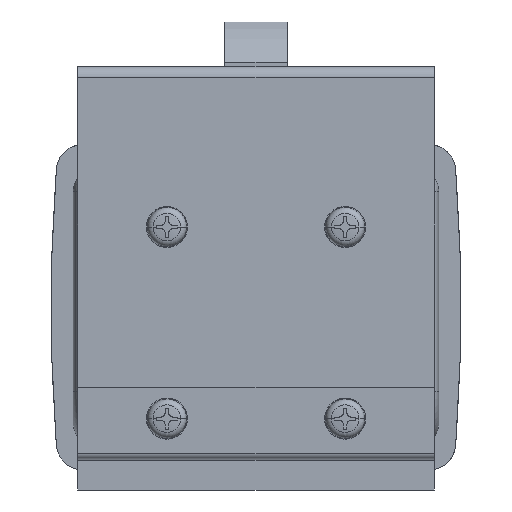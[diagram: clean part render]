
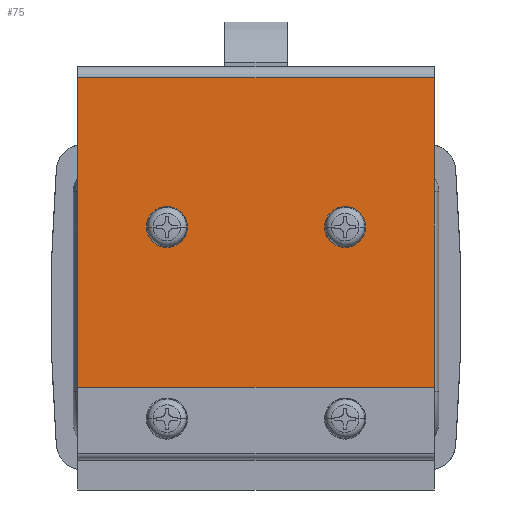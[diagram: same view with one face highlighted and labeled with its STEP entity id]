
A CAD part, front view. The second image highlights one B-rep face of the part: STEP entity #75.
In plain terms, the highlighted planar face has unit normal (0, -1, 0).
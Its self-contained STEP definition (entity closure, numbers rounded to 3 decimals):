
#75 = ADVANCED_FACE ( 'NONE', ( #9134, #8815, #9172, #8613, #8610 ), #10445, .T. ) ;
#137 = EDGE_CURVE ( 'NONE', #5748, #5594, #10503, .T. ) ;
#1045 = EDGE_LOOP ( 'NONE', ( #10113, #10114 ) ) ;
#1046 = EDGE_LOOP ( 'NONE', ( #10116, #10115 ) ) ;
#1047 = EDGE_LOOP ( 'NONE', ( #10118, #10117 ) ) ;
#1048 = EDGE_LOOP ( 'NONE', ( #10120, #10119 ) ) ;
#1049 = EDGE_LOOP ( 'NONE', ( #10121, #10123, #10122, #10124, #10125, #10126 ) ) ;
#1766 = CIRCLE ( 'NONE', #5117, 2.7 ) ;
#1768 = CIRCLE ( 'NONE', #5121, 2.7 ) ;
#1770 = CIRCLE ( 'NONE', #5125, 2.7 ) ;
#1772 = CIRCLE ( 'NONE', #5129, 2.7 ) ;
#1784 = CIRCLE ( 'NONE', #5160, 2.7 ) ;
#1785 = CIRCLE ( 'NONE', #5147, 2.7 ) ;
#1786 = CIRCLE ( 'NONE', #5148, 2.7 ) ;
#1787 = CIRCLE ( 'NONE', #5167, 2.7 ) ;
#4697 = EDGE_CURVE ( 'NONE', #5754, #5698, #1766, .T. ) ;
#4701 = EDGE_CURVE ( 'NONE', #5678, #5759, #1768, .T. ) ;
#4705 = EDGE_CURVE ( 'NONE', #5838, #5652, #1770, .T. ) ;
#4709 = EDGE_CURVE ( 'NONE', #5682, #5703, #1772, .T. ) ;
#4745 = EDGE_CURVE ( 'NONE', #5729, #5595, #8035, .T. ) ;
#4746 = EDGE_CURVE ( 'NONE', #5698, #5754, #1784, .T. ) ;
#4747 = EDGE_CURVE ( 'NONE', #5759, #5678, #1785, .T. ) ;
#4748 = EDGE_CURVE ( 'NONE', #5652, #5838, #1786, .T. ) ;
#4749 = EDGE_CURVE ( 'NONE', #5703, #5682, #1787, .T. ) ;
#4750 = EDGE_CURVE ( 'NONE', #5594, #5729, #8050, .T. ) ;
#4751 = EDGE_CURVE ( 'NONE', #5780, #5595, #8053, .T. ) ;
#4752 = EDGE_CURVE ( 'NONE', #5722, #5780, #8056, .T. ) ;
#4753 = EDGE_CURVE ( 'NONE', #5722, #5748, #8059, .T. ) ;
#5117 = AXIS2_PLACEMENT_3D ( 'NONE', #7887, #7891, #7892 ) ;
#5121 = AXIS2_PLACEMENT_3D ( 'NONE', #7896, #7903, #7904 ) ;
#5125 = AXIS2_PLACEMENT_3D ( 'NONE', #7908, #7915, #7916 ) ;
#5129 = AXIS2_PLACEMENT_3D ( 'NONE', #7920, #7927, #7928 ) ;
#5147 = AXIS2_PLACEMENT_3D ( 'NONE', #8040, #8041, #8042 ) ;
#5148 = AXIS2_PLACEMENT_3D ( 'NONE', #8043, #8044, #8045 ) ;
#5160 = AXIS2_PLACEMENT_3D ( 'NONE', #8034, #8038, #8039 ) ;
#5167 = AXIS2_PLACEMENT_3D ( 'NONE', #8046, #8047, #8048 ) ;
#5168 = VECTOR ( 'NONE', #8037, 1000. ) ;
#5171 = VECTOR ( 'NONE', #8052, 1000. ) ;
#5172 = VECTOR ( 'NONE', #8055, 1000. ) ;
#5173 = VECTOR ( 'NONE', #8058, 1000. ) ;
#5175 = VECTOR ( 'NONE', #8061, 1000. ) ;
#5594 = VERTEX_POINT ( 'NONE', #8121 ) ;
#5595 = VERTEX_POINT ( 'NONE', #8122 ) ;
#5652 = VERTEX_POINT ( 'NONE', #8179 ) ;
#5678 = VERTEX_POINT ( 'NONE', #8203 ) ;
#5682 = VERTEX_POINT ( 'NONE', #8207 ) ;
#5698 = VERTEX_POINT ( 'NONE', #8223 ) ;
#5703 = VERTEX_POINT ( 'NONE', #8227 ) ;
#5722 = VERTEX_POINT ( 'NONE', #8246 ) ;
#5729 = VERTEX_POINT ( 'NONE', #8253 ) ;
#5748 = VERTEX_POINT ( 'NONE', #8272 ) ;
#5754 = VERTEX_POINT ( 'NONE', #8278 ) ;
#5759 = VERTEX_POINT ( 'NONE', #8283 ) ;
#5780 = VERTEX_POINT ( 'NONE', #8304 ) ;
#5838 = VERTEX_POINT ( 'NONE', #8362 ) ;
#7887 = CARTESIAN_POINT ( 'NONE',  ( -20., 0., 0. ) ) ;
#7891 = DIRECTION ( 'NONE',  ( 0., -1., 0. ) ) ;
#7892 = DIRECTION ( 'NONE',  ( 0., 0., -1. ) ) ;
#7896 = CARTESIAN_POINT ( 'NONE',  ( -20., 0., -43. ) ) ;
#7903 = DIRECTION ( 'NONE',  ( 0., -1., 0. ) ) ;
#7904 = DIRECTION ( 'NONE',  ( 0., 0., -1. ) ) ;
#7908 = CARTESIAN_POINT ( 'NONE',  ( 20., 0., -43. ) ) ;
#7915 = DIRECTION ( 'NONE',  ( 0., -1., 0. ) ) ;
#7916 = DIRECTION ( 'NONE',  ( 0., 0., -1. ) ) ;
#7920 = CARTESIAN_POINT ( 'NONE',  ( 20., 0., 0. ) ) ;
#7927 = DIRECTION ( 'NONE',  ( 0., -1., 0. ) ) ;
#7928 = DIRECTION ( 'NONE',  ( 0., 0., -1. ) ) ;
#8034 = CARTESIAN_POINT ( 'NONE',  ( -20., 0., 0. ) ) ;
#8035 = LINE ( 'NONE', #8036, #5168 ) ;
#8036 = CARTESIAN_POINT ( 'NONE',  ( 41.25, 0., -47.75 ) ) ;
#8037 = DIRECTION ( 'NONE',  ( 0.707, 0., 0.707 ) ) ;
#8038 = DIRECTION ( 'NONE',  ( 0., -1., 0. ) ) ;
#8039 = DIRECTION ( 'NONE',  ( 0., 0., -1. ) ) ;
#8040 = CARTESIAN_POINT ( 'NONE',  ( -20., 0., -43. ) ) ;
#8041 = DIRECTION ( 'NONE',  ( 0., -1., 0. ) ) ;
#8042 = DIRECTION ( 'NONE',  ( 0., 0., -1. ) ) ;
#8043 = CARTESIAN_POINT ( 'NONE',  ( 20., 0., -43. ) ) ;
#8044 = DIRECTION ( 'NONE',  ( 0., -1., 0. ) ) ;
#8045 = DIRECTION ( 'NONE',  ( 0., 0., -1. ) ) ;
#8046 = CARTESIAN_POINT ( 'NONE',  ( 20., 0., 0. ) ) ;
#8047 = DIRECTION ( 'NONE',  ( 0., -1., 0. ) ) ;
#8048 = DIRECTION ( 'NONE',  ( 0., 0., -1. ) ) ;
#8050 = LINE ( 'NONE', #8051, #5171 ) ;
#8051 = CARTESIAN_POINT ( 'NONE',  ( -40., 0., -50. ) ) ;
#8052 = DIRECTION ( 'NONE',  ( 1., 0., 0. ) ) ;
#8053 = LINE ( 'NONE', #8054, #5172 ) ;
#8054 = CARTESIAN_POINT ( 'NONE',  ( 40., 0., 33.5 ) ) ;
#8055 = DIRECTION ( 'NONE',  ( 0., 0., -1. ) ) ;
#8056 = LINE ( 'NONE', #8057, #5173 ) ;
#8057 = CARTESIAN_POINT ( 'NONE',  ( -40., 0., 33.5 ) ) ;
#8058 = DIRECTION ( 'NONE',  ( 1., 0., 0. ) ) ;
#8059 = LINE ( 'NONE', #8060, #5175 ) ;
#8060 = CARTESIAN_POINT ( 'NONE',  ( -40., 0., 33.5 ) ) ;
#8061 = DIRECTION ( 'NONE',  ( 0., 0., -1. ) ) ;
#8121 = CARTESIAN_POINT ( 'NONE',  ( -39., 0., -50. ) ) ;
#8122 = CARTESIAN_POINT ( 'NONE',  ( 40., 0., -49. ) ) ;
#8179 = CARTESIAN_POINT ( 'NONE',  ( 20., 0., -45.7 ) ) ;
#8203 = CARTESIAN_POINT ( 'NONE',  ( -20., 0., -40.3 ) ) ;
#8207 = CARTESIAN_POINT ( 'NONE',  ( 20., 0., 2.7 ) ) ;
#8223 = CARTESIAN_POINT ( 'NONE',  ( -20., 0., -2.7 ) ) ;
#8227 = CARTESIAN_POINT ( 'NONE',  ( 20., 0., -2.7 ) ) ;
#8246 = CARTESIAN_POINT ( 'NONE',  ( -40., 0., 33.5 ) ) ;
#8253 = CARTESIAN_POINT ( 'NONE',  ( 39., 0., -50. ) ) ;
#8272 = CARTESIAN_POINT ( 'NONE',  ( -40., 0., -49. ) ) ;
#8278 = CARTESIAN_POINT ( 'NONE',  ( -20., 0., 2.7 ) ) ;
#8283 = CARTESIAN_POINT ( 'NONE',  ( -20., 0., -45.7 ) ) ;
#8304 = CARTESIAN_POINT ( 'NONE',  ( 40., 0., 33.5 ) ) ;
#8362 = CARTESIAN_POINT ( 'NONE',  ( 20., 0., -40.3 ) ) ;
#8610 = FACE_OUTER_BOUND ( 'NONE', #1049, .T. ) ;
#8613 = FACE_BOUND ( 'NONE', #1048, .T. ) ;
#8815 = FACE_BOUND ( 'NONE', #1046, .T. ) ;
#9005 = VECTOR ( 'NONE', #10505, 1000. ) ;
#9127 = AXIS2_PLACEMENT_3D ( 'NONE', #10446, #10447, #10448 ) ;
#9134 = FACE_BOUND ( 'NONE', #1045, .T. ) ;
#9172 = FACE_BOUND ( 'NONE', #1047, .T. ) ;
#10113 = ORIENTED_EDGE ( 'NONE', *, *, #4697, .F. ) ;
#10114 = ORIENTED_EDGE ( 'NONE', *, *, #4746, .F. ) ;
#10115 = ORIENTED_EDGE ( 'NONE', *, *, #4747, .F. ) ;
#10116 = ORIENTED_EDGE ( 'NONE', *, *, #4701, .F. ) ;
#10117 = ORIENTED_EDGE ( 'NONE', *, *, #4748, .F. ) ;
#10118 = ORIENTED_EDGE ( 'NONE', *, *, #4705, .F. ) ;
#10119 = ORIENTED_EDGE ( 'NONE', *, *, #4749, .F. ) ;
#10120 = ORIENTED_EDGE ( 'NONE', *, *, #4709, .F. ) ;
#10121 = ORIENTED_EDGE ( 'NONE', *, *, #4750, .T. ) ;
#10122 = ORIENTED_EDGE ( 'NONE', *, *, #4751, .F. ) ;
#10123 = ORIENTED_EDGE ( 'NONE', *, *, #4745, .T. ) ;
#10124 = ORIENTED_EDGE ( 'NONE', *, *, #4752, .F. ) ;
#10125 = ORIENTED_EDGE ( 'NONE', *, *, #4753, .T. ) ;
#10126 = ORIENTED_EDGE ( 'NONE', *, *, #137, .T. ) ;
#10445 = PLANE ( 'NONE',  #9127 ) ;
#10446 = CARTESIAN_POINT ( 'NONE',  ( -40., 0., 33.5 ) ) ;
#10447 = DIRECTION ( 'NONE',  ( 0., -1., 0. ) ) ;
#10448 = DIRECTION ( 'NONE',  ( 0., 0., -1. ) ) ;
#10503 = LINE ( 'NONE', #10504, #9005 ) ;
#10504 = CARTESIAN_POINT ( 'NONE',  ( -81.25, 0., -7.75 ) ) ;
#10505 = DIRECTION ( 'NONE',  ( 0.707, 0., -0.707 ) ) ;
